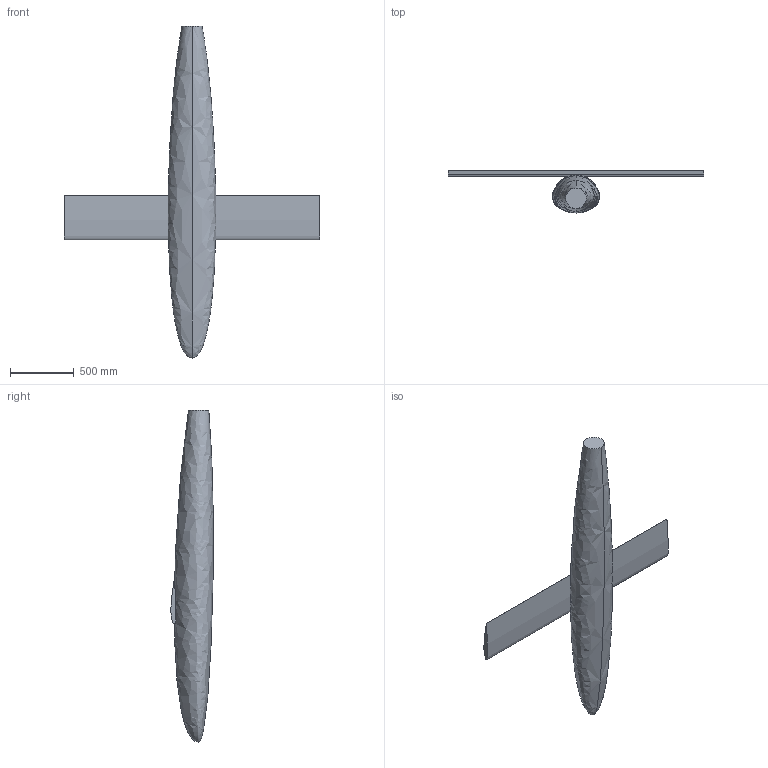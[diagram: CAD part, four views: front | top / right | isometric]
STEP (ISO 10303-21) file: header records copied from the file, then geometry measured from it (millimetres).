
FILE_DESCRIPTION (( 'STEP AP214' ), '1' );
FILE_NAME ('Orgo body.STEP', '2026-02-06T12:38:18', ( '' ), ( '' ), 'SwSTEP 2.0', 'SolidWorks 2025', '' );
FILE_SCHEMA (( 'AUTOMOTIVE_DESIGN' ));
Length unit declared in the file: millimetre
Products named in the file (1): Orgo body
Bounding box: 2000 x 331.4 x 2600 mm (x, y, z)
Volume: 173964148.7 mm3; surface area: 3732619.6 mm2
Topology: 2 solids, 2 shells, 7 faces, 12 edges, 7 vertices
Faces by surface type: plane 4, bspline 3
Entity records: 6344 total; most frequent: CARTESIAN_POINT 6200, ORIENTED_EDGE 20, DIRECTION 18, EDGE_CURVE 10, EDGE_LOOP 7, AXIS2_PLACEMENT_3D 7, ADVANCED_FACE 7, FACE_OUTER_BOUND 7
